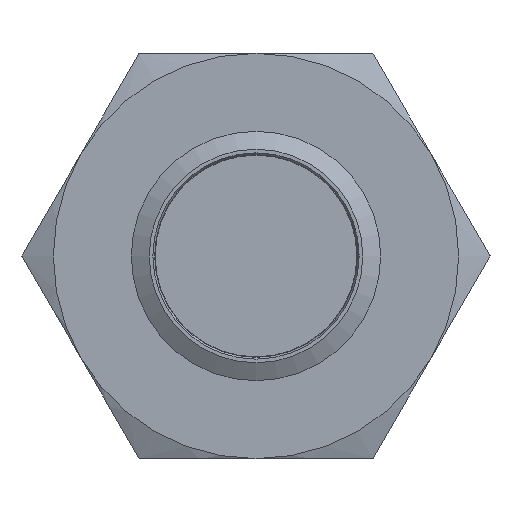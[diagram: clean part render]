
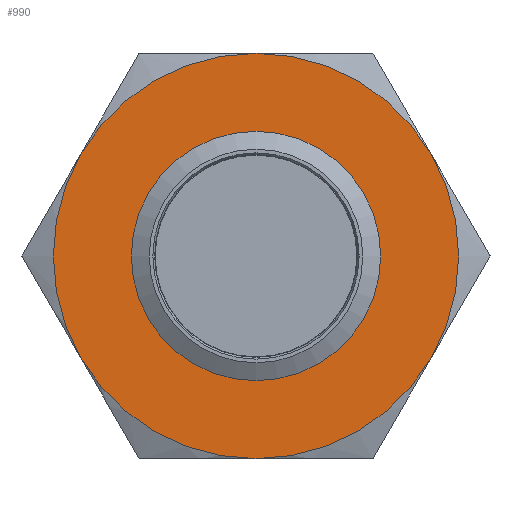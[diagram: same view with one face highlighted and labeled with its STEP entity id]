
A CAD part, left-side view. The second image highlights one B-rep face of the part: STEP entity #990.
In plain terms, the highlighted planar face has unit normal (-1, 0, 0).
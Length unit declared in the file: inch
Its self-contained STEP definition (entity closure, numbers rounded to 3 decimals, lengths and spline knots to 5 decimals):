
#114 = VERTEX_POINT ( 'NONE', #317 ) ;
#200 = CARTESIAN_POINT ( 'NONE',  ( 0.3937, -0.22162, -0.12795 ) ) ;
#214 = EDGE_CURVE ( 'NONE', #1523, #1304, #389, .T. ) ;
#227 = DIRECTION ( 'NONE',  ( 0., 0., -1. ) ) ;
#249 = FACE_OUTER_BOUND ( 'NONE', #511, .T. ) ;
#252 = VERTEX_POINT ( 'NONE', #1212 ) ;
#317 = CARTESIAN_POINT ( 'NONE',  ( 0.3937, 0., -0.25591 ) ) ;
#364 = DIRECTION ( 'NONE',  ( 1., 0., 0. ) ) ;
#373 = DIRECTION ( 'NONE',  ( 0., 0., -1. ) ) ;
#389 = CIRCLE ( 'NONE', #1112, 0.25591 ) ;
#413 = EDGE_CURVE ( 'NONE', #534, #114, #774, .T. ) ;
#419 = DIRECTION ( 'NONE',  ( 1., 0., 0. ) ) ;
#442 = ORIENTED_EDGE ( 'NONE', *, *, #1565, .F. ) ;
#455 = CARTESIAN_POINT ( 'NONE',  ( 0.3937, 0., 0. ) ) ;
#511 = EDGE_LOOP ( 'NONE', ( #1305, #1258, #442, #609, #1518, #876 ) ) ;
#534 = VERTEX_POINT ( 'NONE', #200 ) ;
#562 = CIRCLE ( 'NONE', #1647, 0.25591 ) ;
#563 = CARTESIAN_POINT ( 'NONE',  ( 0.3937, 0., 0. ) ) ;
#609 = ORIENTED_EDGE ( 'NONE', *, *, #214, .F. ) ;
#624 = CIRCLE ( 'NONE', #1351, 0.15748 ) ;
#654 = DIRECTION ( 'NONE',  ( -1., 0., 0. ) ) ;
#657 = CARTESIAN_POINT ( 'NONE',  ( 0.3937, 0., 0. ) ) ;
#670 = EDGE_CURVE ( 'NONE', #953, #252, #562, .T. ) ;
#687 = AXIS2_PLACEMENT_3D ( 'NONE', #563, #1352, #815 ) ;
#748 = DIRECTION ( 'NONE',  ( 1., 0., 0. ) ) ;
#774 = CIRCLE ( 'NONE', #687, 0.25591 ) ;
#790 = CARTESIAN_POINT ( 'NONE',  ( 0.3937, -0.22162, 0.12795 ) ) ;
#802 = CARTESIAN_POINT ( 'NONE',  ( 0.3937, 0.22162, -0.12795 ) ) ;
#804 = VERTEX_POINT ( 'NONE', #1404 ) ;
#815 = DIRECTION ( 'NONE',  ( 0., 0., -1. ) ) ;
#819 = AXIS2_PLACEMENT_3D ( 'NONE', #455, #851, #1100 ) ;
#840 = CARTESIAN_POINT ( 'NONE',  ( 0.3937, 0., 0.25591 ) ) ;
#851 = DIRECTION ( 'NONE',  ( 1., 0., 0. ) ) ;
#876 = ORIENTED_EDGE ( 'NONE', *, *, #670, .F. ) ;
#909 = CIRCLE ( 'NONE', #943, 0.25591 ) ;
#923 = DIRECTION ( 'NONE',  ( 0., 0., -1. ) ) ;
#943 = AXIS2_PLACEMENT_3D ( 'NONE', #1019, #364, #373 ) ;
#948 = CIRCLE ( 'NONE', #819, 0.25591 ) ;
#953 = VERTEX_POINT ( 'NONE', #802 ) ;
#960 = EDGE_CURVE ( 'NONE', #804, #804, #624, .T. ) ;
#970 = FACE_BOUND ( 'NONE', #1325, .T. ) ;
#990 = ADVANCED_FACE ( 'NONE', ( #970, #249 ), #1346, .F. ) ;
#1019 = CARTESIAN_POINT ( 'NONE',  ( 0.3937, 0., 0. ) ) ;
#1100 = DIRECTION ( 'NONE',  ( 0., 0., -1. ) ) ;
#1112 = AXIS2_PLACEMENT_3D ( 'NONE', #1405, #1530, #1148 ) ;
#1148 = DIRECTION ( 'NONE',  ( 0., 0., -1. ) ) ;
#1189 = EDGE_CURVE ( 'NONE', #252, #1523, #909, .T. ) ;
#1193 = DIRECTION ( 'NONE',  ( 0., 0., -1. ) ) ;
#1212 = CARTESIAN_POINT ( 'NONE',  ( 0.3937, 0.22162, 0.12795 ) ) ;
#1224 = CARTESIAN_POINT ( 'NONE',  ( 0.3937, 0., 0. ) ) ;
#1258 = ORIENTED_EDGE ( 'NONE', *, *, #413, .F. ) ;
#1267 = AXIS2_PLACEMENT_3D ( 'NONE', #1224, #419, #923 ) ;
#1272 = EDGE_CURVE ( 'NONE', #114, #953, #1666, .T. ) ;
#1304 = VERTEX_POINT ( 'NONE', #790 ) ;
#1305 = ORIENTED_EDGE ( 'NONE', *, *, #1272, .F. ) ;
#1325 = EDGE_LOOP ( 'NONE', ( #1502 ) ) ;
#1346 = PLANE ( 'NONE',  #1267 ) ;
#1351 = AXIS2_PLACEMENT_3D ( 'NONE', #1465, #654, #1589 ) ;
#1352 = DIRECTION ( 'NONE',  ( 1., 0., 0. ) ) ;
#1404 = CARTESIAN_POINT ( 'NONE',  ( 0.3937, 0., 0.15748 ) ) ;
#1405 = CARTESIAN_POINT ( 'NONE',  ( 0.3937, 0., 0. ) ) ;
#1465 = CARTESIAN_POINT ( 'NONE',  ( 0.3937, 0., 0. ) ) ;
#1502 = ORIENTED_EDGE ( 'NONE', *, *, #960, .F. ) ;
#1518 = ORIENTED_EDGE ( 'NONE', *, *, #1189, .F. ) ;
#1523 = VERTEX_POINT ( 'NONE', #840 ) ;
#1530 = DIRECTION ( 'NONE',  ( 1., 0., 0. ) ) ;
#1565 = EDGE_CURVE ( 'NONE', #1304, #534, #948, .T. ) ;
#1589 = DIRECTION ( 'NONE',  ( 0., 0., 1. ) ) ;
#1647 = AXIS2_PLACEMENT_3D ( 'NONE', #1689, #748, #227 ) ;
#1662 = AXIS2_PLACEMENT_3D ( 'NONE', #657, #1710, #1193 ) ;
#1666 = CIRCLE ( 'NONE', #1662, 0.25591 ) ;
#1689 = CARTESIAN_POINT ( 'NONE',  ( 0.3937, 0., 0. ) ) ;
#1710 = DIRECTION ( 'NONE',  ( 1., 0., 0. ) ) ;
